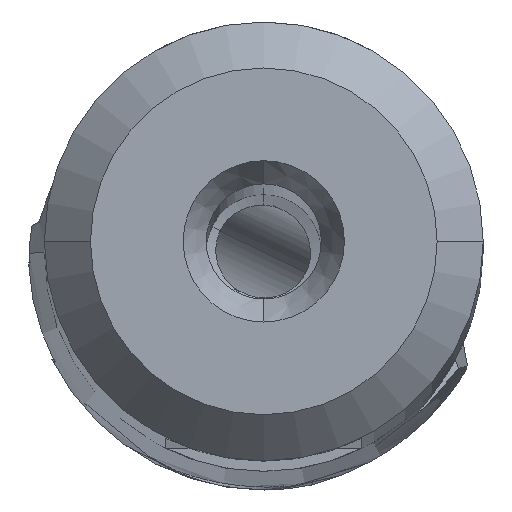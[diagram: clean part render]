
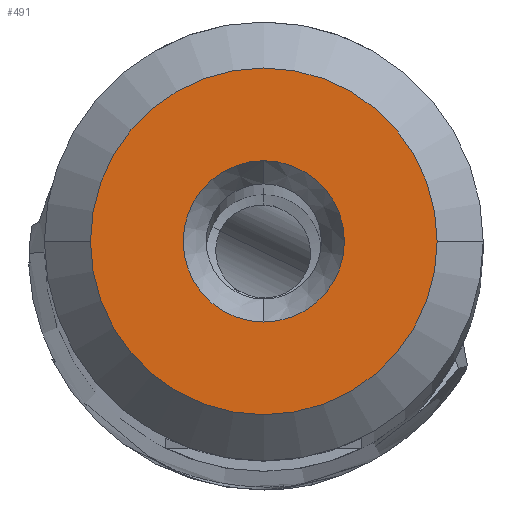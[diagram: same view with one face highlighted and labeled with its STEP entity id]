
A CAD part, top view. The second image highlights one B-rep face of the part: STEP entity #491.
In plain terms, the highlighted planar face has unit normal (0, 0, 1).
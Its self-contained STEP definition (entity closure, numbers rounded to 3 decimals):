
#491=ADVANCED_FACE('',(#624,#625),#593,.T.);
#593=PLANE('',#1894);
#624=FACE_BOUND('',#636,.T.);
#625=FACE_BOUND('',#637,.T.);
#636=EDGE_LOOP('',(#744,#745,#746));
#637=EDGE_LOOP('',(#747,#748));
#744=ORIENTED_EDGE('',*,*,#1461,.F.);
#745=ORIENTED_EDGE('',*,*,#1462,.F.);
#746=ORIENTED_EDGE('',*,*,#1463,.F.);
#747=ORIENTED_EDGE('',*,*,#1464,.F.);
#748=ORIENTED_EDGE('',*,*,#1465,.F.);
#1286=VERTEX_POINT('',#2627);
#1287=VERTEX_POINT('',#2628);
#1288=VERTEX_POINT('',#2630);
#1289=VERTEX_POINT('',#2633);
#1290=VERTEX_POINT('',#2634);
#1461=EDGE_CURVE('',#1286,#1287,#1732,.T.);
#1462=EDGE_CURVE('',#1288,#1286,#1733,.T.);
#1463=EDGE_CURVE('',#1287,#1288,#1734,.T.);
#1464=EDGE_CURVE('',#1289,#1290,#1735,.T.);
#1465=EDGE_CURVE('',#1290,#1289,#1736,.T.);
#1732=CIRCLE('',#1889,3.762);
#1733=CIRCLE('',#1890,3.762);
#1734=CIRCLE('',#1891,3.762);
#1735=CIRCLE('',#1892,1.75);
#1736=CIRCLE('',#1893,1.75);
#1889=AXIS2_PLACEMENT_3D('',#2626,#2113,#2114);
#1890=AXIS2_PLACEMENT_3D('',#2629,#2115,#2116);
#1891=AXIS2_PLACEMENT_3D('',#2631,#2117,#2118);
#1892=AXIS2_PLACEMENT_3D('',#2632,#2119,#2120);
#1893=AXIS2_PLACEMENT_3D('',#2635,#2121,#2122);
#1894=AXIS2_PLACEMENT_3D('',#2636,#2123,#2124);
#2113=DIRECTION('',(0.,0.,-1.));
#2114=DIRECTION('',(-1.,0.,0.));
#2115=DIRECTION('',(0.,0.,-1.));
#2116=DIRECTION('',(0.,-1.,0.));
#2117=DIRECTION('',(0.,0.,-1.));
#2118=DIRECTION('',(1.,0.,0.));
#2119=DIRECTION('',(0.,0.,1.));
#2120=DIRECTION('',(0.,1.,0.));
#2121=DIRECTION('',(0.,0.,1.));
#2122=DIRECTION('',(0.,-1.,0.));
#2123=DIRECTION('',(0.,0.,1.));
#2124=DIRECTION('',(-1.,0.,0.));
#2626=CARTESIAN_POINT('',(0.,0.,0.));
#2627=CARTESIAN_POINT('',(-3.762,0.,0.));
#2628=CARTESIAN_POINT('',(3.762,0.,0.));
#2629=CARTESIAN_POINT('',(0.,0.,0.));
#2630=CARTESIAN_POINT('',(0.,-3.762,0.));
#2631=CARTESIAN_POINT('',(0.,0.,0.));
#2632=CARTESIAN_POINT('',(0.,0.,0.));
#2633=CARTESIAN_POINT('',(0.,1.75,0.));
#2634=CARTESIAN_POINT('',(0.,-1.75,0.));
#2635=CARTESIAN_POINT('',(0.,0.,0.));
#2636=CARTESIAN_POINT('',(0.,0.,0.));
